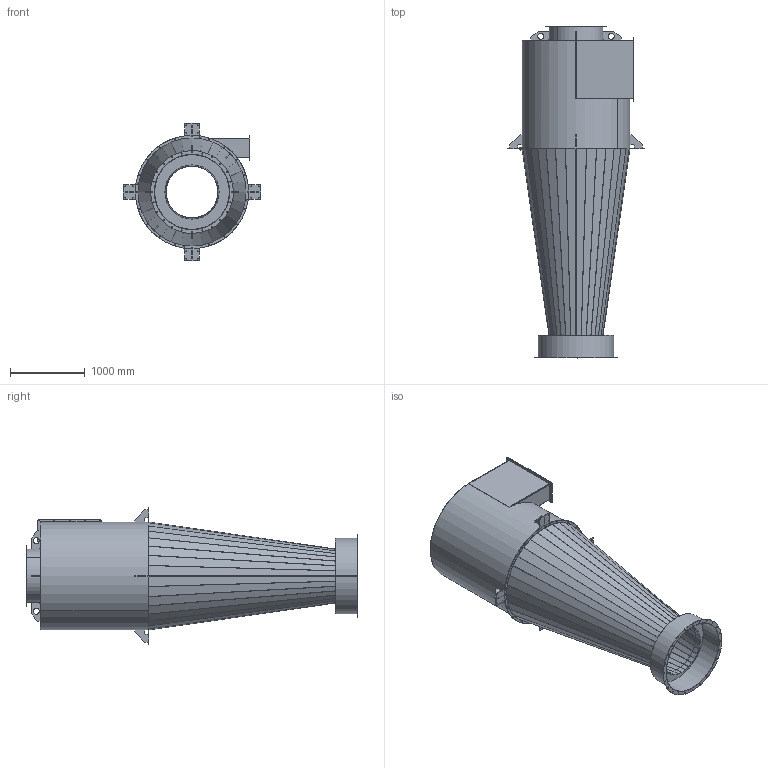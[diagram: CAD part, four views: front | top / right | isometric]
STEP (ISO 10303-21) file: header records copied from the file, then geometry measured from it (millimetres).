
FILE_DESCRIPTION (( 'STEP AP203' ), '1' );
FILE_NAME ('CY0016.STEP', '2023-11-22T07:54:57', ( '' ), ( '' ), 'SwSTEP 2.0', 'SolidWorks 2022', '' );
FILE_SCHEMA (( 'CONFIG_CONTROL_DESIGN' ));
Length unit declared in the file: millimetre
Products named in the file (22): CO-S375-00 - CONE_Výchozí; CO-S375-03 - PART_Výchozí; CO-S376-06 - PART_Výchozí; CO-S375-04 - PART_Výchozí; CO-S377-00 - CYCLONE_Výchozí; CO-CYGG-500-00 - CW 10-23_Výchozí; CO-S376-03 - PART_Výchozí; CO-S375-01 - PART_Výchozí; CO-S374-02 - PART_Výchozí; CO-S376-02 - PART_Výchozí; PH-D013-10 - FLANGE 260x780_Výchozí; CO-S376-04 - PART_Výchozí; BOLT JOINT - B+W-W+N_M10x30-X10-W; CY0016; PRGG-DNXXXX - FLANGE G&G_PRGG-DN710; CO-S374-01 - PART_Výchozí; PRGG-DNXXXX - FLANGE G&G_PRGG-DN1000; CO-S376-01 - PART_Výchozí; CO-S376-05 - PART_Výchozí; CO-S375-02 - PART_Výchozí; CO-S374-00 - INPUT_Výchozí; CO-S376-07 - PART_Výchozí
Assembly tree (38 placements, depth 5):
  CY0016
    CO-CYGG-500-00 - CW 10-23_Výchozí
      CO-S377-00 - CYCLONE_Výchozí
        CO-S376-01 - PART_Výchozí
        CO-S376-02 - PART_Výchozí  x4
        CO-S376-03 - PART_Výchozí
        CO-S376-04 - PART_Výchozí
        CO-S376-05 - PART_Výchozí  x4
        CO-S376-06 - PART_Výchozí  x4
        CO-S374-00 - INPUT_Výchozí
          CO-S374-01 - PART_Výchozí
          CO-S374-02 - PART_Výchozí
          PH-D013-10 - FLANGE 260x780_Výchozí  x2
        PRGG-DNXXXX - FLANGE G&G_PRGG-DN710
        CO-S376-07 - PART_Výchozí
      CO-S375-00 - CONE_Výchozí
        CO-S375-01 - PART_Výchozí  x2
        CO-S375-02 - PART_Výchozí
        CO-S375-03 - PART_Výchozí  x4
        CO-S375-04 - PART_Výchozí  x4
        PRGG-DNXXXX - FLANGE G&G_PRGG-DN1000
      BOLT JOINT - B+W-W+N_M10x30-X10-W
Bounding box: 1838 x 4440 x 1838 mm (x, y, z)
Volume: 67734407.6 mm3; surface area: 44762302.8 mm2
Topology: 34 solids, 34 shells, 779 faces, 1866 edges, 1160 vertices
Faces by surface type: cylinder 364, plane 359, bspline 56
Entity records: 14474 total; most frequent: CARTESIAN_POINT 2364, DIRECTION 2062, ORIENTED_EDGE 1818, EDGE_CURVE 909, AXIS2_PLACEMENT_3D 780, VERTEX_POINT 578, EDGE_LOOP 513, LINE 502
